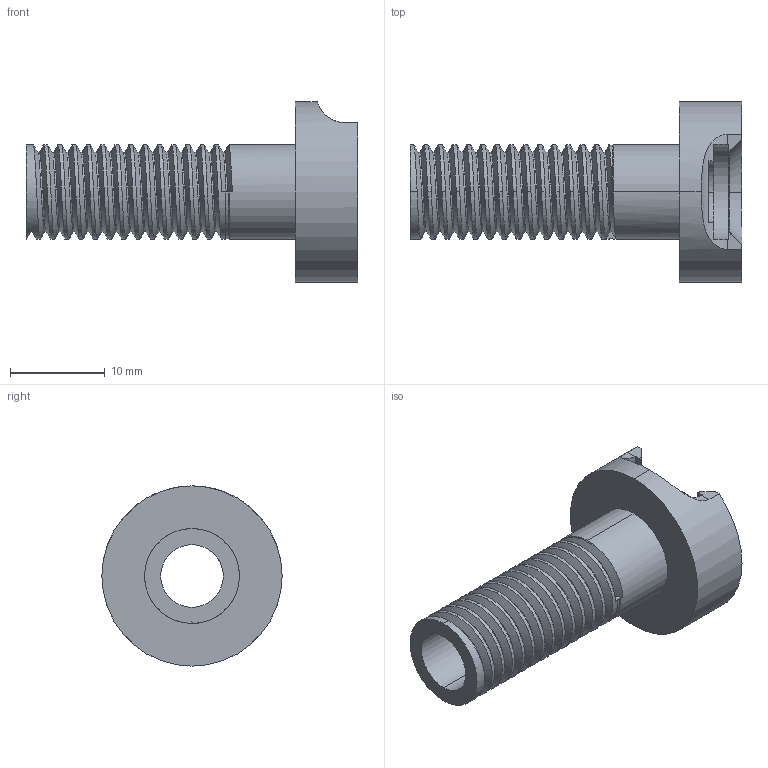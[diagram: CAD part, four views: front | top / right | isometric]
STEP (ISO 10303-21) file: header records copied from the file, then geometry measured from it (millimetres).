
FILE_DESCRIPTION (( 'STEP AP214' ), '1' );
FILE_NAME ('OS-2325 - POS-290.STEP', '2019-08-16T13:05:20', ( '' ), ( '' ), 'SwSTEP 2.0', 'SolidWorks 2019', '' );
FILE_SCHEMA (( 'AUTOMOTIVE_DESIGN' ));
Length unit declared in the file: millimetre
Products named in the file (3): OS-2325 - POS-291 ; OS-2325 - POS-290
Assembly tree (1 placements, depth 2):
  OS-2325 - POS-291 
  OS-2325 - POS-290
    OS-2325 - POS-291 
Bounding box: 35 x 19 x 19 mm (x, y, z)
Volume: 2378.5 mm3; surface area: 2850.9 mm2
Topology: 1 solids, 1 shells, 76 faces, 210 edges, 136 vertices
Faces by surface type: cylinder 43, plane 25, cone 5, bspline 3
Entity records: 4972 total; most frequent: CARTESIAN_POINT 2698, ORIENTED_EDGE 420, DIRECTION 332, EDGE_CURVE 210, VERTEX_POINT 136, AXIS2_PLACEMENT_3D 116, LINE 100, VECTOR 100
